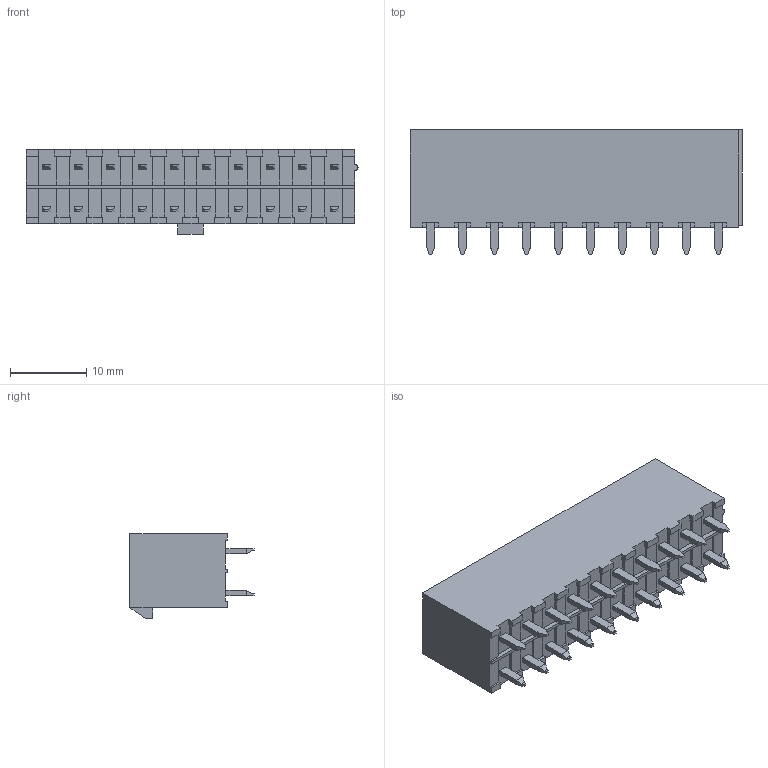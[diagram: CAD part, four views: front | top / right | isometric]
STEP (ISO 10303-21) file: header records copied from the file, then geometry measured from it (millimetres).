
FILE_DESCRIPTION((''),'2;1');
FILE_NAME('10127820-20XXLF','2014-04-25T',('TaiK'),('FCI - ELX Division'),'PRO/ENGINEER BY PARAMETRIC TECHNOLOGY CORPORATION, 2013150','PRO/ENGINEER BY PARAMETRIC TECHNOLOGY CORPORATION, 2013150','');
FILE_SCHEMA(('CONFIG_CONTROL_DESIGN'));
Length unit declared in the file: millimetre
Products named in the file (1): 10127820-20XXLF
Bounding box: 43.6 x 16.3 x 11.15 mm (x, y, z)
Volume: 2896.5 mm3; surface area: 5738.7 mm2
Topology: 1 solids, 1 shells, 819 faces, 2269 edges, 1512 vertices
Faces by surface type: plane 656, extrusion 162, cylinder 1
Entity records: 26913 total; most frequent: CARTESIAN_POINT 6394, ORIENTED_EDGE 4538, DIRECTION 3503, EDGE_CURVE 2269, VECTOR 2145, LINE 1983, VERTEX_POINT 1512, EDGE_LOOP 879
